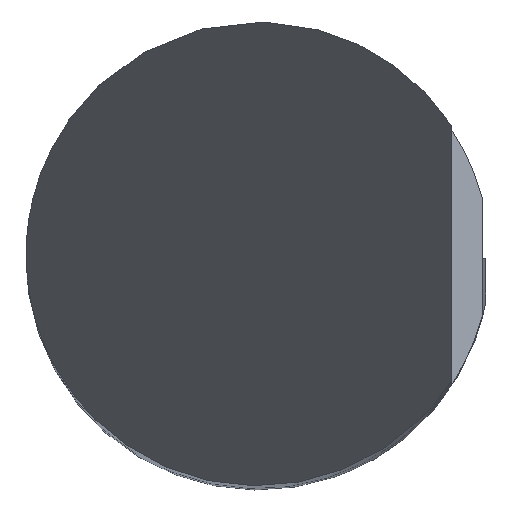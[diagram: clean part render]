
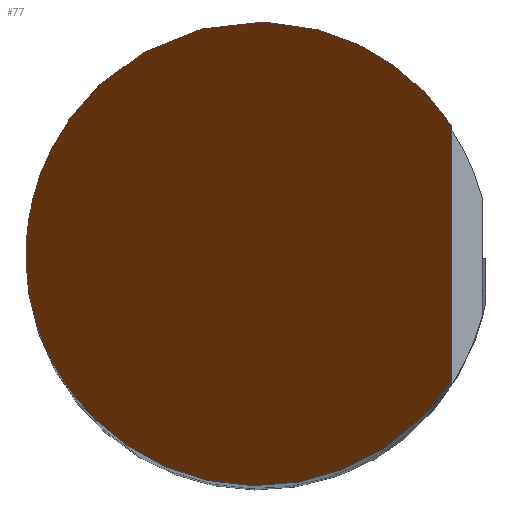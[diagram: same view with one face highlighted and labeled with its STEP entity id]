
A CAD part, top view. The second image highlights one B-rep face of the part: STEP entity #77.
In plain terms, the highlighted planar face has unit normal (-0.866, 0, 0.5).
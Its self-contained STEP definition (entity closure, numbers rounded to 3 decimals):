
#59=PLANE('',#390);
#77=ADVANCED_FACE('',(#100),#59,.F.);
#100=FACE_OUTER_BOUND('',#119,.T.);
#119=EDGE_LOOP('',(#212,#213));
#130=ELLIPSE('',#389,6.,3.);
#212=ORIENTED_EDGE('',*,*,#287,.T.);
#213=ORIENTED_EDGE('',*,*,#288,.T.);
#247=VERTEX_POINT('',#642);
#248=VERTEX_POINT('',#643);
#287=EDGE_CURVE('',#247,#248,#314,.T.);
#288=EDGE_CURVE('',#248,#247,#130,.T.);
#314=LINE('',#641,#339);
#339=VECTOR('',#474,1.);
#389=AXIS2_PLACEMENT_3D('',#644,#475,#476);
#390=AXIS2_PLACEMENT_3D('',#645,#477,#478);
#474=DIRECTION('',(0.,1.,0.));
#475=DIRECTION('',(-0.866,0.,0.5));
#476=DIRECTION('',(0.5,0.,0.866));
#477=DIRECTION('',(0.866,0.,-0.5));
#478=DIRECTION('',(-0.5,0.,-0.866));
#641=CARTESIAN_POINT('',(2.5,-1.658,24.));
#642=CARTESIAN_POINT('',(2.5,-1.658,24.));
#643=CARTESIAN_POINT('',(2.5,1.658,24.));
#644=CARTESIAN_POINT('',(0.,0.,19.67));
#645=CARTESIAN_POINT('',(2.5,-3.6,24.));
